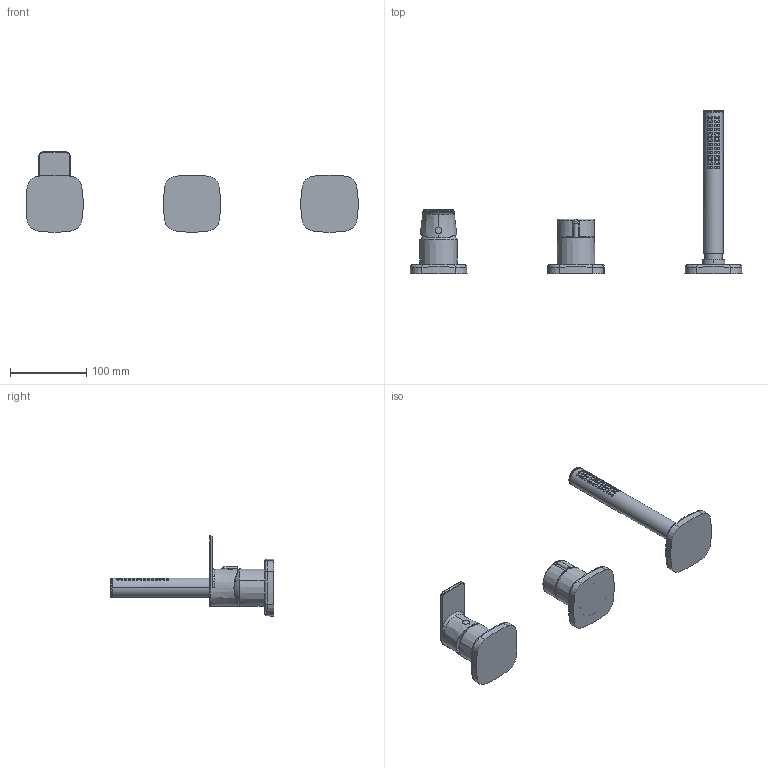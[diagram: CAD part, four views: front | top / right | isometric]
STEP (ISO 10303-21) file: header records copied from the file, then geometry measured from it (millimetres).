
FILE_DESCRIPTION (( 'STEP AP203' ), '1' );
FILE_NAME ('57319173(2021).STEP', '2020-10-15T05:02:25', ( '' ), ( '' ), 'SwSTEP 2.0', 'SolidWorks 2016', '' );
FILE_SCHEMA (( 'CONFIG_CONTROL_DESIGN' ));
Length unit declared in the file: millimetre
Products named in the file (1): 57319173(2021)
Bounding box: 434.62 x 213.8 x 104.96 mm (x, y, z)
Volume: 575426 mm3; surface area: 102594.7 mm2
Topology: 10 solids, 10 shells, 222 faces, 488 edges, 344 vertices
Faces by surface type: bspline 152, cone 31, plane 22, cylinder 13, sphere 2, torus 2
Entity records: 22538 total; most frequent: CARTESIAN_POINT 18462, ORIENTED_EDGE 974, EDGE_CURVE 487, DIRECTION 477, VERTEX_POINT 344, EDGE_LOOP 281, B_SPLINE_CURVE_WITH_KNOTS 264, ADVANCED_FACE 222
